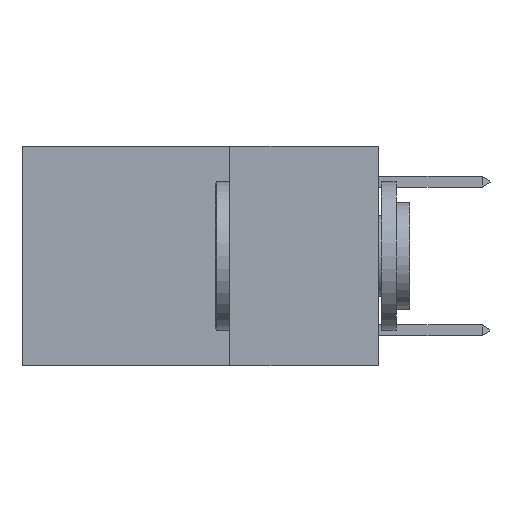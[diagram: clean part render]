
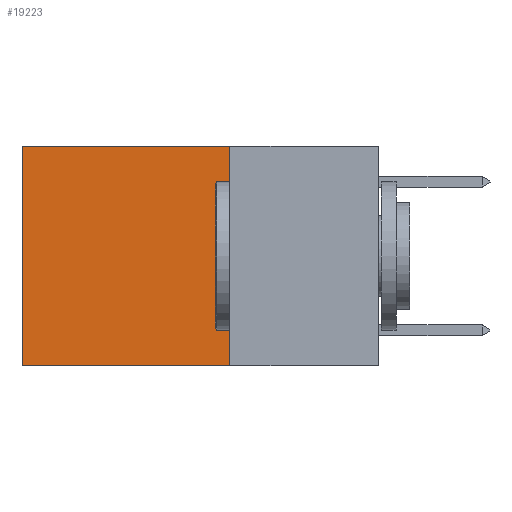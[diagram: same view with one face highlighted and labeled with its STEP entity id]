
A CAD part, left-side view. The second image highlights one B-rep face of the part: STEP entity #19223.
In plain terms, the highlighted planar face has unit normal (-1, 0, 0).
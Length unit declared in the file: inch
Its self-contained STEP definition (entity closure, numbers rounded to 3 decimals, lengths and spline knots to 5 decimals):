
#504 = CARTESIAN_POINT ( 'NONE',  ( 0.2625, 0.6, 0. ) ) ;
#623 = VECTOR ( 'NONE', #16984, 39.37008 ) ;
#1080 = CARTESIAN_POINT ( 'NONE',  ( 0.2625, 0.6, -0.37 ) ) ;
#3080 = EDGE_LOOP ( 'NONE', ( #10699, #30072, #17247, #9833 ) ) ;
#5110 = FACE_OUTER_BOUND ( 'NONE', #3080, .T. ) ;
#5122 = CARTESIAN_POINT ( 'NONE',  ( 0.2625, 0.6, 0. ) ) ;
#6194 = LINE ( 'NONE', #19680, #623 ) ;
#6289 = DIRECTION ( 'NONE',  ( 0., 0., -1. ) ) ;
#6381 = EDGE_CURVE ( 'NONE', #9309, #30680, #17338, .T. ) ;
#6390 = DIRECTION ( 'NONE',  ( 1., 0., 0. ) ) ;
#7094 = LINE ( 'NONE', #22867, #10860 ) ;
#7528 = AXIS2_PLACEMENT_3D ( 'NONE', #25647, #6390, #6289 ) ;
#8626 = DIRECTION ( 'NONE',  ( 0., 1., 0. ) ) ;
#9309 = VERTEX_POINT ( 'NONE', #504 ) ;
#9833 = ORIENTED_EDGE ( 'NONE', *, *, #11956, .T. ) ;
#10699 = ORIENTED_EDGE ( 'NONE', *, *, #6381, .T. ) ;
#10860 = VECTOR ( 'NONE', #8626, 39.37008 ) ;
#11956 = EDGE_CURVE ( 'NONE', #23074, #9309, #6194, .T. ) ;
#13948 = DIRECTION ( 'NONE',  ( 0., 0., -1. ) ) ;
#15051 = DIRECTION ( 'NONE',  ( 0., 0., -1. ) ) ;
#15264 = CARTESIAN_POINT ( 'NONE',  ( 0.2625, 0.25, -0.37 ) ) ;
#16161 = CARTESIAN_POINT ( 'NONE',  ( 0.2625, 0.25, 0. ) ) ;
#16984 = DIRECTION ( 'NONE',  ( 0., 1., 0. ) ) ;
#17247 = ORIENTED_EDGE ( 'NONE', *, *, #29626, .F. ) ;
#17308 = LINE ( 'NONE', #16161, #22875 ) ;
#17338 = LINE ( 'NONE', #5122, #19938 ) ;
#19223 = ADVANCED_FACE ( 'NONE', ( #5110 ), #30124, .F. ) ;
#19680 = CARTESIAN_POINT ( 'NONE',  ( 0.2625, 0.25, 0. ) ) ;
#19938 = VECTOR ( 'NONE', #15051, 39.37008 ) ;
#22673 = CARTESIAN_POINT ( 'NONE',  ( 0.2625, 0.25, 0. ) ) ;
#22867 = CARTESIAN_POINT ( 'NONE',  ( 0.2625, 0.25, -0.37 ) ) ;
#22875 = VECTOR ( 'NONE', #13948, 39.37008 ) ;
#23074 = VERTEX_POINT ( 'NONE', #22673 ) ;
#24399 = VERTEX_POINT ( 'NONE', #15264 ) ;
#25647 = CARTESIAN_POINT ( 'NONE',  ( 0.2625, 0.25, 0. ) ) ;
#25794 = EDGE_CURVE ( 'NONE', #24399, #30680, #7094, .T. ) ;
#29626 = EDGE_CURVE ( 'NONE', #23074, #24399, #17308, .T. ) ;
#30072 = ORIENTED_EDGE ( 'NONE', *, *, #25794, .F. ) ;
#30124 = PLANE ( 'NONE',  #7528 ) ;
#30680 = VERTEX_POINT ( 'NONE', #1080 ) ;
